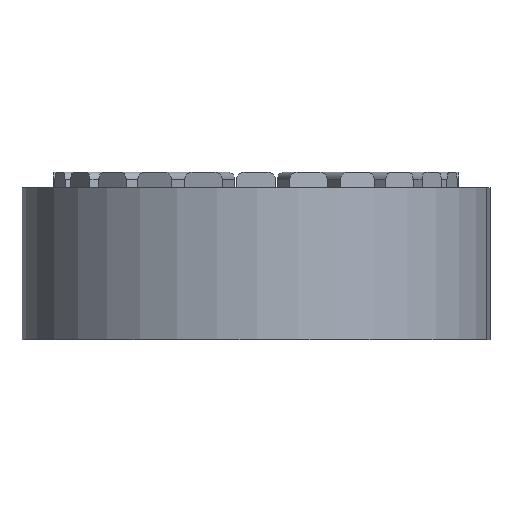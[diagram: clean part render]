
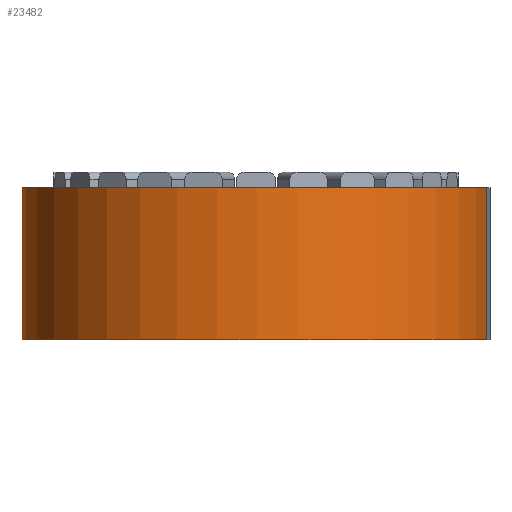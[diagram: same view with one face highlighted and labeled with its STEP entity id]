
A CAD part, front view. The second image highlights one B-rep face of the part: STEP entity #23482.
In plain terms, the highlighted cylindrical face has radius 30 mm (diameter 60 mm), a partial arc.
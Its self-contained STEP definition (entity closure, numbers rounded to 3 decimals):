
#48 = EDGE_LOOP ( 'NONE', ( #15218, #12645, #1857, #3902 ) ) ;
#1009 = VERTEX_POINT ( 'NONE', #12103 ) ;
#1857 = ORIENTED_EDGE ( 'NONE', *, *, #11104, .T. ) ;
#2814 = DIRECTION ( 'NONE',  ( 1., 0., 0. ) ) ;
#3047 = CARTESIAN_POINT ( 'NONE',  ( -3., 0., -30. ) ) ;
#3312 = AXIS2_PLACEMENT_3D ( 'NONE', #19710, #19792, #15587 ) ;
#3681 = VERTEX_POINT ( 'NONE', #3047 ) ;
#3902 = ORIENTED_EDGE ( 'NONE', *, *, #14753, .F. ) ;
#3932 = CIRCLE ( 'NONE', #24393, 30. ) ;
#4239 = CARTESIAN_POINT ( 'NONE',  ( -3., 0., 30. ) ) ;
#4789 = DIRECTION ( 'NONE',  ( -1., 0., 0. ) ) ;
#5217 = CARTESIAN_POINT ( 'NONE',  ( 16.5, 0., -30. ) ) ;
#5616 = EDGE_CURVE ( 'NONE', #18644, #1009, #3932, .T. ) ;
#6173 = EDGE_CURVE ( 'NONE', #1009, #3681, #13404, .T. ) ;
#11104 = EDGE_CURVE ( 'NONE', #18644, #17956, #26839, .T. ) ;
#11582 = DIRECTION ( 'NONE',  ( 0., 0., -1. ) ) ;
#12103 = CARTESIAN_POINT ( 'NONE',  ( 16.5, 0., -30. ) ) ;
#12645 = ORIENTED_EDGE ( 'NONE', *, *, #5616, .F. ) ;
#13404 = LINE ( 'NONE', #5217, #14104 ) ;
#14104 = VECTOR ( 'NONE', #24658, 1000. ) ;
#14753 = EDGE_CURVE ( 'NONE', #3681, #17956, #27982, .T. ) ;
#15218 = ORIENTED_EDGE ( 'NONE', *, *, #6173, .F. ) ;
#15233 = CARTESIAN_POINT ( 'NONE',  ( 16.5, 0., 30. ) ) ;
#15587 = DIRECTION ( 'NONE',  ( 0., 0., 1. ) ) ;
#17181 = FACE_OUTER_BOUND ( 'NONE', #48, .T. ) ;
#17956 = VERTEX_POINT ( 'NONE', #4239 ) ;
#18644 = VERTEX_POINT ( 'NONE', #15233 ) ;
#19710 = CARTESIAN_POINT ( 'NONE',  ( 16.5, 0., 0. ) ) ;
#19792 = DIRECTION ( 'NONE',  ( -1., 0., 0. ) ) ;
#21059 = DIRECTION ( 'NONE',  ( -1., 0., 0. ) ) ;
#21937 = CARTESIAN_POINT ( 'NONE',  ( 16.5, 0., 30. ) ) ;
#22639 = AXIS2_PLACEMENT_3D ( 'NONE', #27708, #21059, #23248 ) ;
#23248 = DIRECTION ( 'NONE',  ( 0., 0., 1. ) ) ;
#23482 = ADVANCED_FACE ( 'NONE', ( #17181 ), #28088, .T. ) ;
#24393 = AXIS2_PLACEMENT_3D ( 'NONE', #24612, #2814, #11582 ) ;
#24612 = CARTESIAN_POINT ( 'NONE',  ( 16.5, 0., 0. ) ) ;
#24658 = DIRECTION ( 'NONE',  ( -1., 0., 0. ) ) ;
#26839 = LINE ( 'NONE', #21937, #27882 ) ;
#27708 = CARTESIAN_POINT ( 'NONE',  ( -3., 0., 0. ) ) ;
#27882 = VECTOR ( 'NONE', #4789, 1000. ) ;
#27982 = CIRCLE ( 'NONE', #22639, 30. ) ;
#28088 = CYLINDRICAL_SURFACE ( 'NONE', #3312, 30. ) ;
